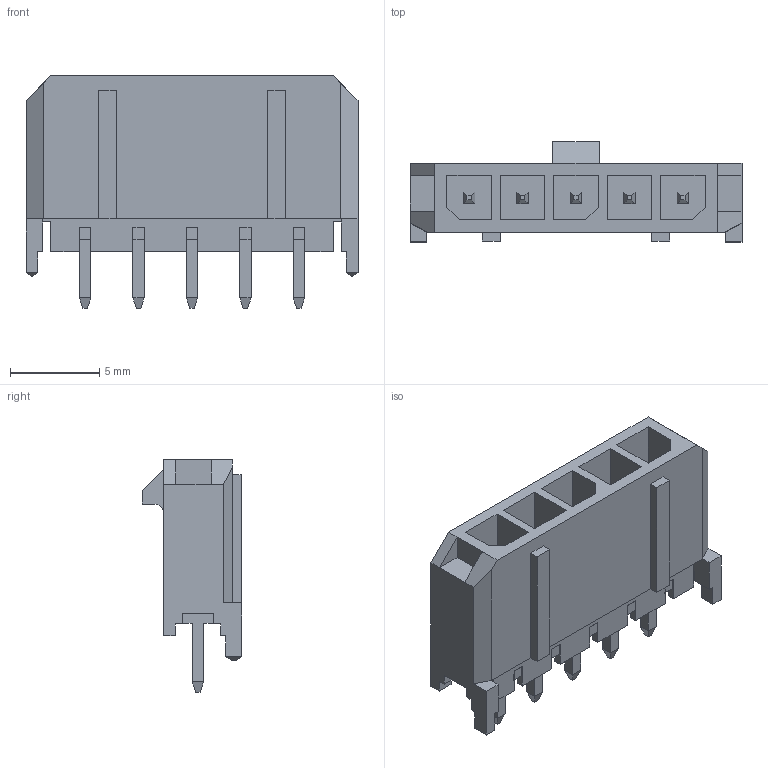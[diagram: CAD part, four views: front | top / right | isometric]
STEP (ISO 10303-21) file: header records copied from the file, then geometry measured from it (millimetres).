
FILE_DESCRIPTION((''),'2;1');
FILE_NAME('436500527','2013-12-20T',('me'),(''),'PRO/ENGINEER BY PARAMETRIC TECHNOLOGY CORPORATION, 2011490','PRO/ENGINEER BY PARAMETRIC TECHNOLOGY CORPORATION, 2011490','');
FILE_SCHEMA(('CONFIG_CONTROL_DESIGN'));
Length unit declared in the file: millimetre
Products named in the file (1): 436500527
Bounding box: 18.64 x 5.61 x 13.08 mm (x, y, z)
Volume: 463 mm3; surface area: 1110.8 mm2
Topology: 2 solids, 2 shells, 308 faces, 815 edges, 522 vertices
Faces by surface type: plane 307, cylinder 1
Entity records: 9273 total; most frequent: CARTESIAN_POINT 1632, ORIENTED_EDGE 1602, DIRECTION 1449, EDGE_CURVE 801, VECTOR 799, LINE 799, VERTEX_POINT 508, AXIS2_PLACEMENT_3D 325
